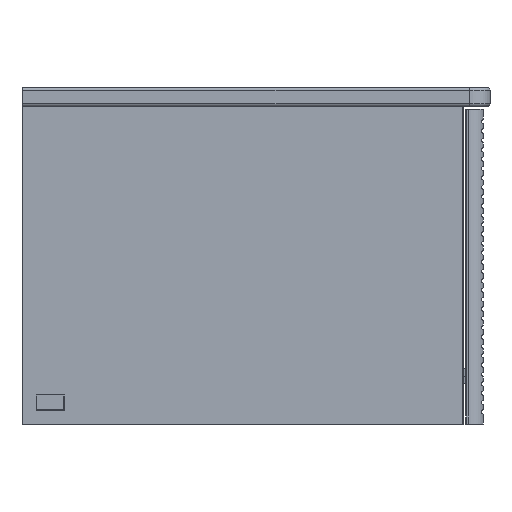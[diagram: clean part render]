
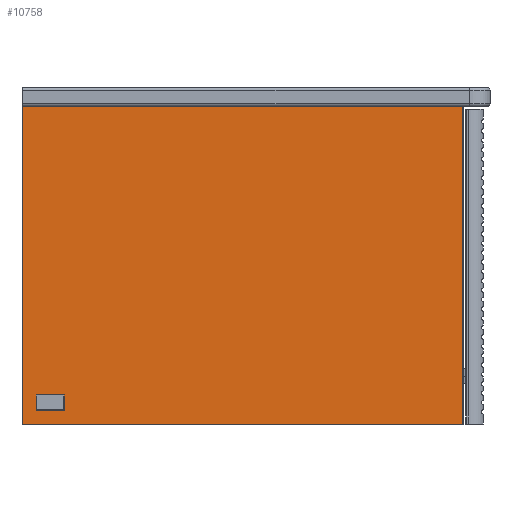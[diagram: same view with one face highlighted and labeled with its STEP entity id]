
A CAD part, left-side view. The second image highlights one B-rep face of the part: STEP entity #10758.
In plain terms, the highlighted planar face has unit normal (-1, 0, 0).
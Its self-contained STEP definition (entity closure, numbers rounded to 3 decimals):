
#10607=CARTESIAN_POINT('',(18648.745,-1745.936,170.0));
#10608=VERTEX_POINT('',#10607);
#10615=CARTESIAN_POINT('',(18648.745,-1745.936,-170.0));
#10616=VERTEX_POINT('',#10615);
#10617=CARTESIAN_POINT('',(18648.745,-1745.936,170.0));
#10618=DIRECTION('',(0.0,0.0,-1.0));
#10619=VECTOR('',#10618,340.0);
#10620=LINE('',#10617,#10619);
#10621=EDGE_CURVE('',#10608,#10616,#10620,.T.);
#10677=CARTESIAN_POINT('',(18648.745,-1274.936,-170.0));
#10678=VERTEX_POINT('',#10677);
#10679=CARTESIAN_POINT('',(18648.745,-1274.936,-170.0));
#10680=DIRECTION('',(0.0,-1.0,0.0));
#10681=VECTOR('',#10680,471.);
#10682=LINE('',#10679,#10681);
#10683=EDGE_CURVE('',#10678,#10616,#10682,.T.);
#10735=CARTESIAN_POINT('',(18648.745,-1510.436,-170.001));
#10736=DIRECTION('',(-1.0,0.0,0.0));
#10737=DIRECTION('',(0.0,0.0,1.0));
#10738=AXIS2_PLACEMENT_3D('',#10735,#10736,#10737);
#10739=PLANE('',#10738);
#10740=ORIENTED_EDGE('',*,*,#10621,.F.);
#10741=CARTESIAN_POINT('',(18648.745,-1274.936,170.0));
#10742=VERTEX_POINT('',#10741);
#10743=CARTESIAN_POINT('',(18648.745,-1274.936,170.0));
#10744=DIRECTION('',(0.0,-1.0,0.0));
#10745=VECTOR('',#10744,471.);
#10746=LINE('',#10743,#10745);
#10747=EDGE_CURVE('',#10742,#10608,#10746,.T.);
#10748=ORIENTED_EDGE('',*,*,#10747,.F.);
#10749=CARTESIAN_POINT('',(18648.745,-1274.936,-170.0));
#10750=DIRECTION('',(0.0,0.0,1.0));
#10751=VECTOR('',#10750,340.0);
#10752=LINE('',#10749,#10751);
#10753=EDGE_CURVE('',#10678,#10742,#10752,.T.);
#10754=ORIENTED_EDGE('',*,*,#10753,.F.);
#10755=ORIENTED_EDGE('',*,*,#10683,.T.);
#10756=EDGE_LOOP('',(#10740,#10748,#10754,#10755));
#10757=FACE_OUTER_BOUND('',#10756,.T.);
#10758=ADVANCED_FACE('',(#10757),#10739,.T.);
